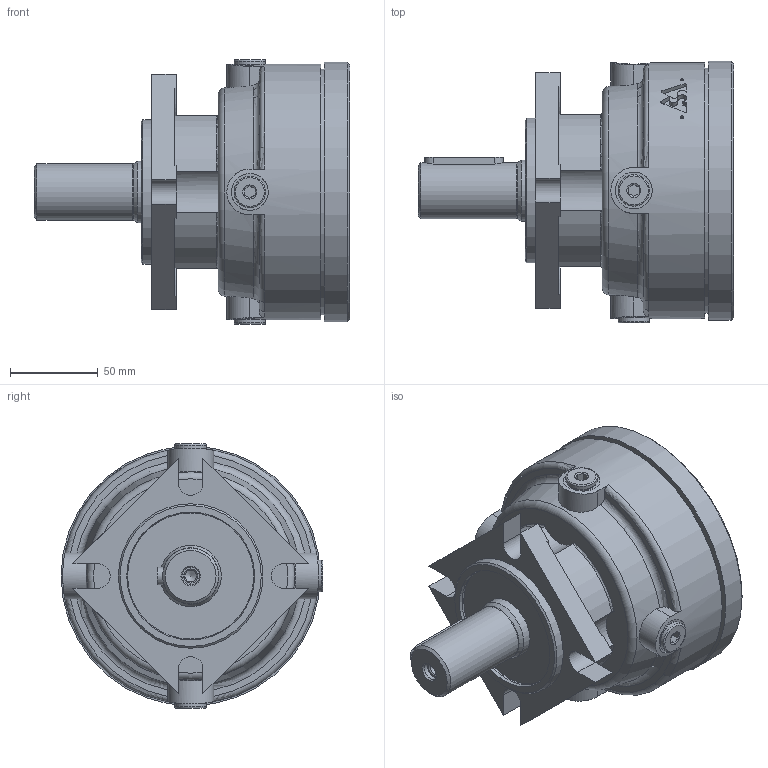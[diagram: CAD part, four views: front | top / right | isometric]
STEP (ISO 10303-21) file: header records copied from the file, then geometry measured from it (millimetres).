
FILE_DESCRIPTION(/* description */ ('STEP AP214'),/* implementation_level */ '2;1');
FILE_NAME(/* name */ 'LB_288C-43CBP',/* time_stamp */ '2023-02-24T06:38:49+01:00',/* author */ ('License CC BY-ND 4.0'),/* organization */ ('CADENAS'),/* preprocessor_version */ 'ST-DEVELOPER v18.102',/* originating_system */ 'PARTsolutions',/* authorisation */ ' ');
FILE_SCHEMA (('AUTOMOTIVE_DESIGN {1 0 10303 214 3 1 1}'));
Length unit declared in the file: millimetre
Products named in the file (3): LB/288C-43CBP; LBB/288C-CB-S; LB/288--B
Assembly tree (2 placements, depth 2):
  LB/288C-43CBP
    LBB/288C-CB-S
    LB/288--B
Bounding box: 180 x 149.5 x 151 mm (x, y, z)
Volume: 1363903.1 mm3; surface area: 161229.4 mm2
Topology: 2 solids, 2 shells, 342 faces, 798 edges, 513 vertices
Faces by surface type: plane 181, cylinder 94, cone 38, torus 29
Full cylindrical faces by diameter (mm): 2 x2, 3.5 x2, 6.647 x1, 10 x1, 10.106 x8, 11.445 x2, 13 x8, 14 x8, 17 x3, 18 x3, 21 x5, 32 x1, 35 x1, 43 x2, 60 x1, 62 x1, 72 x2, 82.5 x2, 87.3 x1, 140 x1, 146 x1, 148 x1
Entity records: 9394 total; most frequent: CARTESIAN_POINT 1992, DIRECTION 1506, ORIENTED_EDGE 1334, EDGE_CURVE 667, AXIS2_PLACEMENT_3D 576, FACE_BOUND 518, EDGE_LOOP 507, VERTEX_POINT 503
